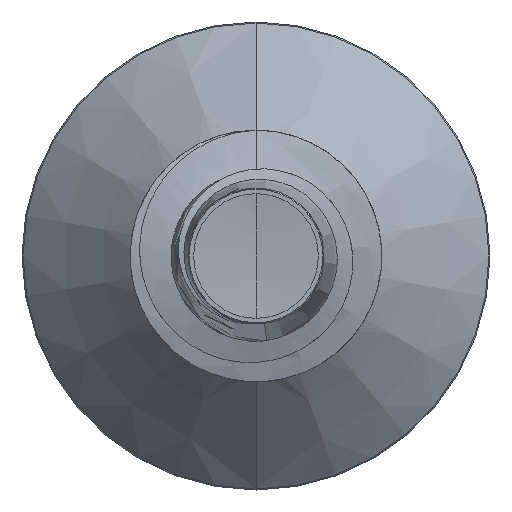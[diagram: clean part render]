
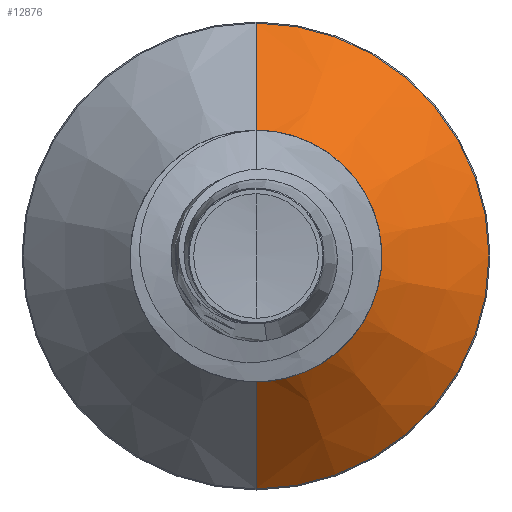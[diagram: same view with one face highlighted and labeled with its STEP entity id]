
A CAD part, front view. The second image highlights one B-rep face of the part: STEP entity #12876.
In plain terms, the highlighted conical face has half-angle 45 degrees and reference radius 2.301 mm.
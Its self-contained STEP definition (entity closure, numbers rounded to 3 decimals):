
#1382 = EDGE_CURVE ( 'NONE', #21649, #21863, #9162, .T. ) ;
#3935 = DIRECTION ( 'NONE',  ( 0., 0.707, -0.707 ) ) ;
#3981 = CARTESIAN_POINT ( 'NONE',  ( 0., 24.401, -2.301 ) ) ;
#4671 = EDGE_CURVE ( 'NONE', #16667, #21746, #21455, .T. ) ;
#5506 = CONICAL_SURFACE ( 'NONE', #25677, 2.301, 0.785 ) ;
#6359 = EDGE_CURVE ( 'NONE', #21746, #21863, #23420, .T. ) ;
#6845 = AXIS2_PLACEMENT_3D ( 'NONE', #11599, #11575, #11567 ) ;
#7025 = AXIS2_PLACEMENT_3D ( 'NONE', #21351, #15270, #26475 ) ;
#7825 = LINE ( 'NONE', #10545, #13683 ) ;
#8679 = CARTESIAN_POINT ( 'NONE',  ( 0., 24.401, 2.301 ) ) ;
#9162 = CIRCLE ( 'NONE', #7025, 4.628 ) ;
#10486 = DIRECTION ( 'NONE',  ( 0., 0.707, 0.707 ) ) ;
#10545 = CARTESIAN_POINT ( 'NONE',  ( 0., 24.401, 2.301 ) ) ;
#11499 = ORIENTED_EDGE ( 'NONE', *, *, #16042, .F. ) ;
#11567 = DIRECTION ( 'NONE',  ( 0., 0., 1. ) ) ;
#11575 = DIRECTION ( 'NONE',  ( 0., 1., 0. ) ) ;
#11599 = CARTESIAN_POINT ( 'NONE',  ( 0., 24.401, 0. ) ) ;
#12768 = DIRECTION ( 'NONE',  ( 0., 0., 1. ) ) ;
#12855 = CARTESIAN_POINT ( 'NONE',  ( 0., 24.401, 0. ) ) ;
#12876 = ADVANCED_FACE ( 'NONE', ( #22760 ), #5506, .T. ) ;
#13187 = DIRECTION ( 'NONE',  ( 0., 1., 0. ) ) ;
#13683 = VECTOR ( 'NONE', #10486, 1000. ) ;
#15270 = DIRECTION ( 'NONE',  ( 0., 1., 0. ) ) ;
#16042 = EDGE_CURVE ( 'NONE', #16667, #21649, #7825, .T. ) ;
#16667 = VERTEX_POINT ( 'NONE', #8679 ) ;
#16744 = VECTOR ( 'NONE', #3935, 1000. ) ;
#16789 = ORIENTED_EDGE ( 'NONE', *, *, #6359, .T. ) ;
#19198 = EDGE_LOOP ( 'NONE', ( #26161, #16789, #21659, #11499 ) ) ;
#21351 = CARTESIAN_POINT ( 'NONE',  ( 0., 26.728, 0. ) ) ;
#21389 = CARTESIAN_POINT ( 'NONE',  ( 0., 24.401, -2.301 ) ) ;
#21455 = CIRCLE ( 'NONE', #6845, 2.301 ) ;
#21649 = VERTEX_POINT ( 'NONE', #27261 ) ;
#21659 = ORIENTED_EDGE ( 'NONE', *, *, #1382, .F. ) ;
#21746 = VERTEX_POINT ( 'NONE', #21389 ) ;
#21863 = VERTEX_POINT ( 'NONE', #26728 ) ;
#22760 = FACE_OUTER_BOUND ( 'NONE', #19198, .T. ) ;
#23420 = LINE ( 'NONE', #3981, #16744 ) ;
#25677 = AXIS2_PLACEMENT_3D ( 'NONE', #12855, #13187, #12768 ) ;
#26161 = ORIENTED_EDGE ( 'NONE', *, *, #4671, .T. ) ;
#26475 = DIRECTION ( 'NONE',  ( 0., 0., 1. ) ) ;
#26728 = CARTESIAN_POINT ( 'NONE',  ( 0., 26.728, -4.628 ) ) ;
#27261 = CARTESIAN_POINT ( 'NONE',  ( 0., 26.728, 4.628 ) ) ;
